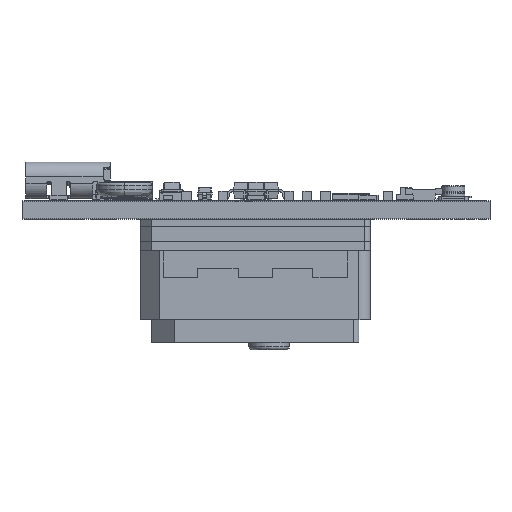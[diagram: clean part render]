
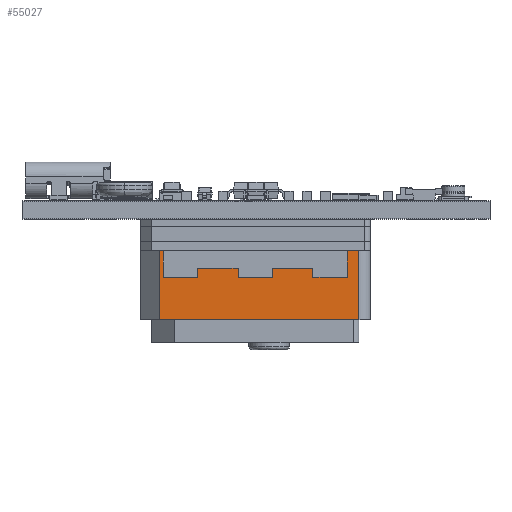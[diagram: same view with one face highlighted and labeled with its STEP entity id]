
A CAD part, front view. The second image highlights one B-rep face of the part: STEP entity #55027.
In plain terms, the highlighted face is planar.
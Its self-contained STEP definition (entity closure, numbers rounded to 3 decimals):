
#54750 = VERTEX_POINT('',#54751);
#54751 = CARTESIAN_POINT('',(-10.001,17.602,
    6.));
#54758 = EDGE_CURVE('',#54750,#54759,#54761,.T.);
#54759 = VERTEX_POINT('',#54760);
#54760 = CARTESIAN_POINT('',(-10.001,0.302,
    6.));
#54761 = LINE('',#54762,#54763);
#54762 = CARTESIAN_POINT('',(-10.001,17.602,
    6.));
#54763 = VECTOR('',#54764,1.);
#54764 = DIRECTION('',(0.,-1.,0.));
#55008 = VERTEX_POINT('',#55009);
#55009 = CARTESIAN_POINT('',(-10.001,0.302,
    -0.001));
#55017 = EDGE_CURVE('',#54759,#55008,#55018,.T.);
#55018 = LINE('',#55019,#55020);
#55019 = CARTESIAN_POINT('',(-10.001,0.302,
    0.));
#55020 = VECTOR('',#55021,1.);
#55021 = DIRECTION('',(0.,0.,-1.));
#55027 = ADVANCED_FACE('',(#55028),#55046,.T.);
#55028 = FACE_BOUND('',#55029,.T.);
#55029 = EDGE_LOOP('',(#55030,#55038,#55039,#55040));
#55030 = ORIENTED_EDGE('',*,*,#55031,.T.);
#55031 = EDGE_CURVE('',#55032,#55008,#55034,.T.);
#55032 = VERTEX_POINT('',#55033);
#55033 = CARTESIAN_POINT('',(-10.001,17.602,
    -0.001));
#55034 = LINE('',#55035,#55036);
#55035 = CARTESIAN_POINT('',(-10.001,17.602,
    -0.001));
#55036 = VECTOR('',#55037,1.);
#55037 = DIRECTION('',(0.,-1.,0.));
#55038 = ORIENTED_EDGE('',*,*,#55017,.F.);
#55039 = ORIENTED_EDGE('',*,*,#54758,.F.);
#55040 = ORIENTED_EDGE('',*,*,#55041,.T.);
#55041 = EDGE_CURVE('',#54750,#55032,#55042,.T.);
#55042 = LINE('',#55043,#55044);
#55043 = CARTESIAN_POINT('',(-10.001,17.602,
    0.));
#55044 = VECTOR('',#55045,1.);
#55045 = DIRECTION('',(0.,0.,-1.));
#55046 = PLANE('',#55047);
#55047 = AXIS2_PLACEMENT_3D('',#55048,#55049,#55050);
#55048 = CARTESIAN_POINT('',(-10.001,17.602,
    0.));
#55049 = DIRECTION('',(-1.,0.,0.));
#55050 = DIRECTION('',(0.,-1.,0.));
